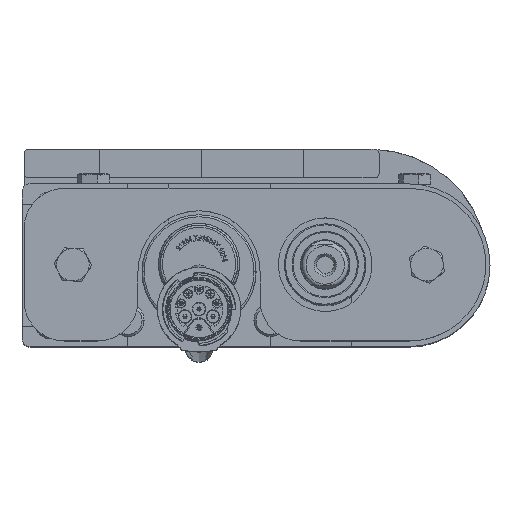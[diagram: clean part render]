
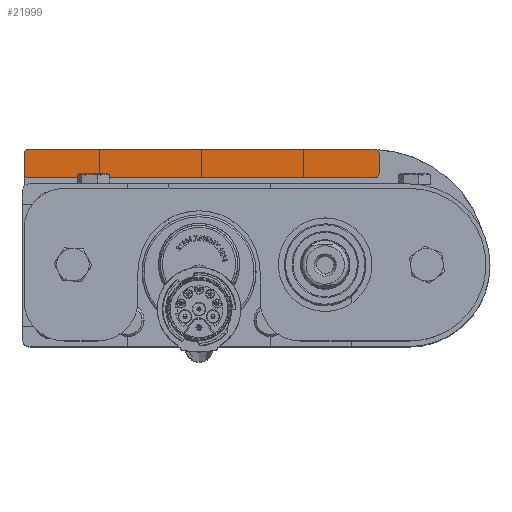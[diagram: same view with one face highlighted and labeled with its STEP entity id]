
A CAD part, top view. The second image highlights one B-rep face of the part: STEP entity #21999.
In plain terms, the highlighted planar face has unit normal (0, 0, 1).
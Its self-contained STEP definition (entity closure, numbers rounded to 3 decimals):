
#470 = CARTESIAN_POINT ( 'NONE',  ( -58.5, -28.75, 13. ) ) ;
#500 = EDGE_CURVE ( 'NONE', #32768, #63693, #499, .T. ) ;
#499 = CIRCLE ( 'NONE', #105990, 28.75 ) ;
#2773 = ORIENTED_EDGE ( 'NONE', *, *, #63734, .F. ) ;
#4280 = EDGE_CURVE ( 'NONE', #32768, #67816, #13224, .T. ) ;
#7295 = VECTOR ( 'NONE', #124506, 1000. ) ;
#11209 = VECTOR ( 'NONE', #79649, 1000. ) ;
#13057 = CARTESIAN_POINT ( 'NONE',  ( -29.75, 0., 13. ) ) ;
#13224 = LINE ( 'NONE', #470, #7295 ) ;
#14070 = AXIS2_PLACEMENT_3D ( 'NONE', #81305, #123714, #71831 ) ;
#20612 = LINE ( 'NONE', #71210, #77962 ) ;
#21241 = AXIS2_PLACEMENT_3D ( 'NONE', #129260, #36885, #98971 ) ;
#21999 = ADVANCED_FACE ( 'NONE', ( #49042 ), #121142, .T. ) ;
#23655 = VERTEX_POINT ( 'NONE', #105289 ) ;
#23822 = ORIENTED_EDGE ( 'NONE', *, *, #97340, .T. ) ;
#29431 = CARTESIAN_POINT ( 'NONE',  ( -30.75, -21.75, 13. ) ) ;
#32768 = VERTEX_POINT ( 'NONE', #62923 ) ;
#32991 = ORIENTED_EDGE ( 'NONE', *, *, #122189, .T. ) ;
#33074 = CARTESIAN_POINT ( 'NONE',  ( 54.5, -28.75, 13. ) ) ;
#33289 = ORIENTED_EDGE ( 'NONE', *, *, #500, .F. ) ;
#36885 = DIRECTION ( 'NONE',  ( 0., 0., 1. ) ) ;
#39871 = ORIENTED_EDGE ( 'NONE', *, *, #4280, .T. ) ;
#40627 = VERTEX_POINT ( 'NONE', #29431 ) ;
#42961 = EDGE_LOOP ( 'NONE', ( #32991, #33289, #39871, #100183, #93372, #48538, #2773, #23822, #127291 ) ) ;
#48538 = ORIENTED_EDGE ( 'NONE', *, *, #84998, .T. ) ;
#48973 = LINE ( 'NONE', #100910, #65653 ) ;
#49042 = FACE_OUTER_BOUND ( 'NONE', #42961, .T. ) ;
#50666 = CARTESIAN_POINT ( 'NONE',  ( 55.5, 19.75, 13. ) ) ;
#50993 = CARTESIAN_POINT ( 'NONE',  ( -30.977, -28.724, 13. ) ) ;
#56566 = DIRECTION ( 'NONE',  ( 1., 0., 0. ) ) ;
#57743 = EDGE_CURVE ( 'NONE', #109038, #23655, #58084, .T. ) ;
#58084 = LINE ( 'NONE', #50666, #11209 ) ;
#58338 = EDGE_CURVE ( 'NONE', #67816, #109038, #88795, .T. ) ;
#62923 = CARTESIAN_POINT ( 'NONE',  ( -29.75, -28.75, 13. ) ) ;
#63693 = VERTEX_POINT ( 'NONE', #50993 ) ;
#63734 = EDGE_CURVE ( 'NONE', #40627, #64620, #20612, .T. ) ;
#64620 = VERTEX_POINT ( 'NONE', #106352 ) ;
#65653 = VECTOR ( 'NONE', #119759, 1000. ) ;
#66636 = DIRECTION ( 'NONE',  ( 0., 0., 1. ) ) ;
#67816 = VERTEX_POINT ( 'NONE', #33074 ) ;
#71210 = CARTESIAN_POINT ( 'NONE',  ( 0., -21.75, 13. ) ) ;
#71601 = AXIS2_PLACEMENT_3D ( 'NONE', #110833, #122248, #81160 ) ;
#71831 = DIRECTION ( 'NONE',  ( 1., 0., 0. ) ) ;
#74277 = VERTEX_POINT ( 'NONE', #106381 ) ;
#77962 = VECTOR ( 'NONE', #102899, 1000. ) ;
#79649 = DIRECTION ( 'NONE',  ( 0., 1., 0. ) ) ;
#81160 = DIRECTION ( 'NONE',  ( 1., 0., 0. ) ) ;
#81305 = CARTESIAN_POINT ( 'NONE',  ( 54.5, -22.75, 13. ) ) ;
#84998 = EDGE_CURVE ( 'NONE', #23655, #64620, #98148, .T. ) ;
#86522 = DIRECTION ( 'NONE',  ( 0., 0., -1. ) ) ;
#87020 = CIRCLE ( 'NONE', #104285, 1. ) ;
#87666 = VERTEX_POINT ( 'NONE', #117937 ) ;
#88795 = CIRCLE ( 'NONE', #71601, 1. ) ;
#93372 = ORIENTED_EDGE ( 'NONE', *, *, #57743, .T. ) ;
#97340 = EDGE_CURVE ( 'NONE', #40627, #74277, #87020, .T. ) ;
#98148 = CIRCLE ( 'NONE', #14070, 1. ) ;
#98426 = EDGE_CURVE ( 'NONE', #74277, #87666, #48973, .T. ) ;
#98971 = DIRECTION ( 'NONE',  ( 1., 0., 0. ) ) ;
#100183 = ORIENTED_EDGE ( 'NONE', *, *, #58338, .T. ) ;
#100910 = CARTESIAN_POINT ( 'NONE',  ( -31.75, 0., 13. ) ) ;
#102481 = CIRCLE ( 'NONE', #132675, 1. ) ;
#102899 = DIRECTION ( 'NONE',  ( 1., 0., 0. ) ) ;
#104285 = AXIS2_PLACEMENT_3D ( 'NONE', #129309, #66636, #127990 ) ;
#105289 = CARTESIAN_POINT ( 'NONE',  ( 55.5, -22.75, 13. ) ) ;
#105990 = AXIS2_PLACEMENT_3D ( 'NONE', #13057, #86522, #116223 ) ;
#106352 = CARTESIAN_POINT ( 'NONE',  ( 54.5, -21.75, 13. ) ) ;
#106381 = CARTESIAN_POINT ( 'NONE',  ( -31.75, -22.75, 13. ) ) ;
#106512 = DIRECTION ( 'NONE',  ( 0., 0., 1. ) ) ;
#109038 = VERTEX_POINT ( 'NONE', #121857 ) ;
#110833 = CARTESIAN_POINT ( 'NONE',  ( 54.5, -27.75, 13. ) ) ;
#116223 = DIRECTION ( 'NONE',  ( -1., 0., 0. ) ) ;
#116591 = CARTESIAN_POINT ( 'NONE',  ( -30.75, -27.75, 13. ) ) ;
#117937 = CARTESIAN_POINT ( 'NONE',  ( -31.75, -27.75, 13. ) ) ;
#119759 = DIRECTION ( 'NONE',  ( 0., -1., 0. ) ) ;
#121142 = PLANE ( 'NONE',  #21241 ) ;
#121857 = CARTESIAN_POINT ( 'NONE',  ( 55.5, -27.75, 13. ) ) ;
#122189 = EDGE_CURVE ( 'NONE', #87666, #63693, #102481, .T. ) ;
#122248 = DIRECTION ( 'NONE',  ( 0., 0., 1. ) ) ;
#123714 = DIRECTION ( 'NONE',  ( 0., 0., 1. ) ) ;
#124506 = DIRECTION ( 'NONE',  ( 1., 0., 0. ) ) ;
#127291 = ORIENTED_EDGE ( 'NONE', *, *, #98426, .T. ) ;
#127990 = DIRECTION ( 'NONE',  ( 1., 0., 0. ) ) ;
#129260 = CARTESIAN_POINT ( 'NONE',  ( 0., 0., 13. ) ) ;
#129309 = CARTESIAN_POINT ( 'NONE',  ( -30.75, -22.75, 13. ) ) ;
#132675 = AXIS2_PLACEMENT_3D ( 'NONE', #116591, #106512, #56566 ) ;
